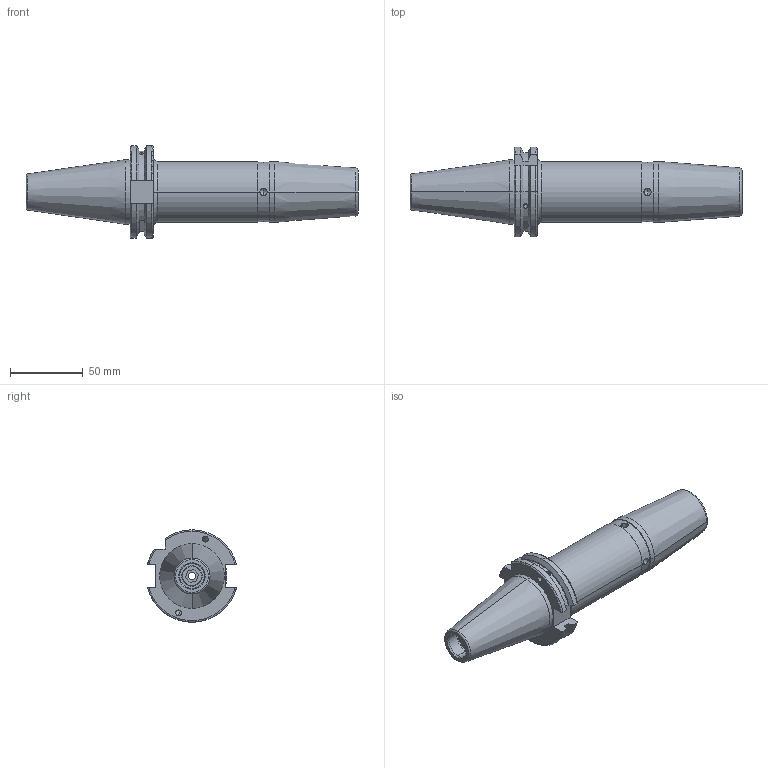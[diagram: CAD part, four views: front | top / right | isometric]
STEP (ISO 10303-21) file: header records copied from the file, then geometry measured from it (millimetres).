
FILE_DESCRIPTION (( 'STEP AP203' ), '1' );
FILE_NAME ('91406-SR220160.STEP', '2023-06-03T12:48:08', ( '' ), ( '' ), 'SwSTEP 2.0', 'SolidWorks 2018', '' );
FILE_SCHEMA (( 'CONFIG_CONTROL_DESIGN' ));
Length unit declared in the file: millimetre
Products named in the file (5): SK40SFC20160FWW; SCWM16X1P; GS-M4X4_DIN 913 - M4 x 4-N; 91406-SR220160
Assembly tree (5 placements, depth 3):
  91406-SR220160
    SK40SFC20160FWW
      SK40SFC20160FWW
      SCWM16X1P
      GS-M4X4_DIN 913 - M4 x 4-N  x2
Bounding box: 228.4 x 61.48 x 63.55 mm (x, y, z)
Volume: 248931.7 mm3; surface area: 48145.6 mm2
Topology: 4 solids, 4 shells, 238 faces, 599 edges, 375 vertices
Faces by surface type: cone 88, cylinder 70, plane 60, torus 16, bspline 4
Entity records: 6833 total; most frequent: CARTESIAN_POINT 1664, DIRECTION 1022, ORIENTED_EDGE 942, EDGE_CURVE 471, AXIS2_PLACEMENT_3D 407, VERTEX_POINT 299, EDGE_LOOP 216, CIRCLE 211
